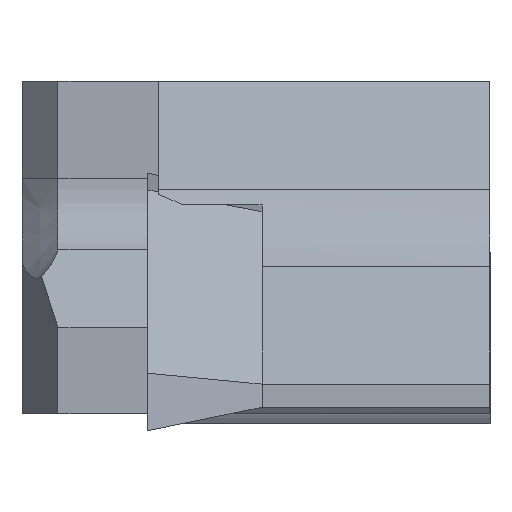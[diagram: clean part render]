
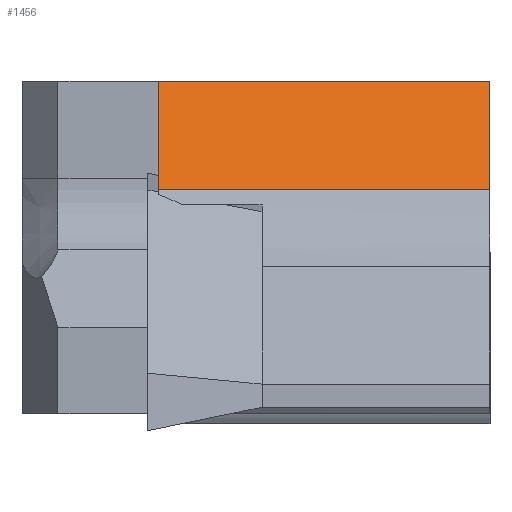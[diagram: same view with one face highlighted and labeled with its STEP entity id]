
A CAD part, left-side view. The second image highlights one B-rep face of the part: STEP entity #1456.
In plain terms, the highlighted planar face has unit normal (-0.616, 0, 0.788).
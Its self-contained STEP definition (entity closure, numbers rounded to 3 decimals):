
#167 = VERTEX_POINT ( 'NONE', #788 ) ;
#237 = DIRECTION ( 'NONE',  ( -0.788, 0., -0.616 ) ) ;
#244 = CARTESIAN_POINT ( 'NONE',  ( 16.5, 126.129, -4.779 ) ) ;
#275 = VERTEX_POINT ( 'NONE', #1012 ) ;
#277 = EDGE_CURVE ( 'NONE', #1419, #275, #1472, .T. ) ;
#355 = DIRECTION ( 'NONE',  ( 0., -1., 0. ) ) ;
#376 = CARTESIAN_POINT ( 'NONE',  ( 16.5, -0.3, -4.779 ) ) ;
#383 = CARTESIAN_POINT ( 'NONE',  ( -0.669, -9.525, -18.193 ) ) ;
#493 = CARTESIAN_POINT ( 'NONE',  ( 10.426, -0.3, -9.525 ) ) ;
#584 = ORIENTED_EDGE ( 'NONE', *, *, #1067, .F. ) ;
#631 = DIRECTION ( 'NONE',  ( 0.616, 0., -0.788 ) ) ;
#635 = EDGE_CURVE ( 'NONE', #275, #1356, #1740, .T. ) ;
#661 = VECTOR ( 'NONE', #355, 1000. ) ;
#788 = CARTESIAN_POINT ( 'NONE',  ( 10.426, -9.525, -9.525 ) ) ;
#789 = FACE_OUTER_BOUND ( 'NONE', #914, .T. ) ;
#812 = VECTOR ( 'NONE', #831, 1000. ) ;
#831 = DIRECTION ( 'NONE',  ( -0.788, 0., -0.616 ) ) ;
#858 = VECTOR ( 'NONE', #1818, 1000. ) ;
#914 = EDGE_LOOP ( 'NONE', ( #1596, #1813, #584, #1037 ) ) ;
#968 = PLANE ( 'NONE',  #1253 ) ;
#1012 = CARTESIAN_POINT ( 'NONE',  ( 6.557, -0.3, -12.548 ) ) ;
#1037 = ORIENTED_EDGE ( 'NONE', *, *, #1043, .F. ) ;
#1043 = EDGE_CURVE ( 'NONE', #1419, #167, #1606, .T. ) ;
#1067 = EDGE_CURVE ( 'NONE', #167, #1356, #1184, .T. ) ;
#1106 = VECTOR ( 'NONE', #237, 1000. ) ;
#1184 = LINE ( 'NONE', #383, #812 ) ;
#1253 = AXIS2_PLACEMENT_3D ( 'NONE', #244, #631, #1611 ) ;
#1356 = VERTEX_POINT ( 'NONE', #1604 ) ;
#1419 = VERTEX_POINT ( 'NONE', #493 ) ;
#1456 = ADVANCED_FACE ( 'NONE', ( #789 ), #968, .F. ) ;
#1472 = LINE ( 'NONE', #376, #1106 ) ;
#1484 = CARTESIAN_POINT ( 'NONE',  ( 6.557, 126.129, -12.548 ) ) ;
#1596 = ORIENTED_EDGE ( 'NONE', *, *, #277, .T. ) ;
#1604 = CARTESIAN_POINT ( 'NONE',  ( 6.557, -9.525, -12.548 ) ) ;
#1606 = LINE ( 'NONE', #1679, #858 ) ;
#1611 = DIRECTION ( 'NONE',  ( 0.788, 0., 0.616 ) ) ;
#1679 = CARTESIAN_POINT ( 'NONE',  ( 10.426, -9.525, -9.525 ) ) ;
#1740 = LINE ( 'NONE', #1484, #661 ) ;
#1813 = ORIENTED_EDGE ( 'NONE', *, *, #635, .T. ) ;
#1818 = DIRECTION ( 'NONE',  ( 0., -1., 0. ) ) ;
